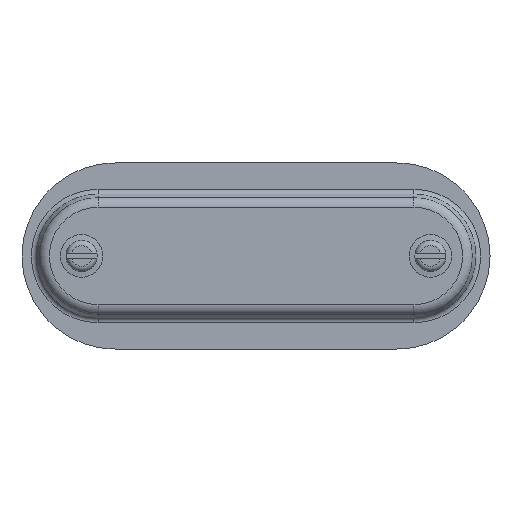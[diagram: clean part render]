
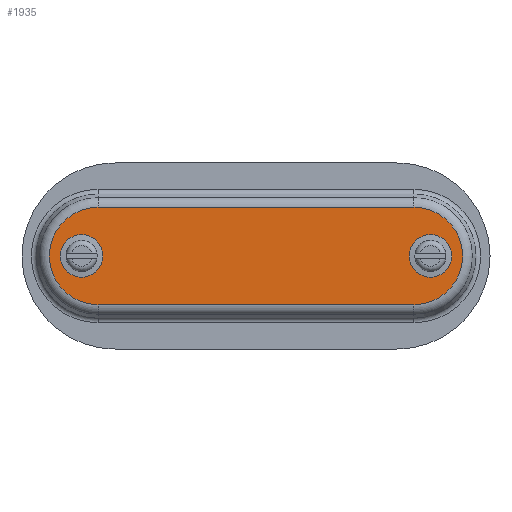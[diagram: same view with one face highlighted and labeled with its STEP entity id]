
A CAD part, top view. The second image highlights one B-rep face of the part: STEP entity #1935.
In plain terms, the highlighted planar face has unit normal (0, 0, 1).
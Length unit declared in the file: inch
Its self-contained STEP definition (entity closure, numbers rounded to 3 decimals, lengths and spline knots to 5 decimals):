
#146=FACE_BOUND('',#366,.T.);
#147=FACE_BOUND('',#367,.T.);
#178=PLANE('',#2175);
#236=FACE_OUTER_BOUND('',#365,.T.);
#365=EDGE_LOOP('',(#1396,#1397,#1398,#1399));
#366=EDGE_LOOP('',(#1400));
#367=EDGE_LOOP('',(#1401));
#522=LINE('',#3002,#652);
#523=LINE('',#3005,#653);
#652=VECTOR('',#2460,3.7125);
#653=VECTOR('',#2463,3.7125);
#776=CIRCLE('',#2176,0.57145);
#777=CIRCLE('',#2177,0.57145);
#778=CIRCLE('',#2178,0.10938);
#779=CIRCLE('',#2179,0.10938);
#880=VERTEX_POINT('',#2998);
#881=VERTEX_POINT('',#2999);
#882=VERTEX_POINT('',#3001);
#883=VERTEX_POINT('',#3003);
#884=VERTEX_POINT('',#3006);
#885=VERTEX_POINT('',#3008);
#1078=EDGE_CURVE('',#880,#881,#776,.T.);
#1079=EDGE_CURVE('',#881,#882,#522,.T.);
#1080=EDGE_CURVE('',#882,#883,#777,.T.);
#1081=EDGE_CURVE('',#883,#880,#523,.T.);
#1082=EDGE_CURVE('',#884,#884,#778,.T.);
#1083=EDGE_CURVE('',#885,#885,#779,.T.);
#1396=ORIENTED_EDGE('',*,*,#1078,.T.);
#1397=ORIENTED_EDGE('',*,*,#1079,.T.);
#1398=ORIENTED_EDGE('',*,*,#1080,.T.);
#1399=ORIENTED_EDGE('',*,*,#1081,.T.);
#1400=ORIENTED_EDGE('',*,*,#1082,.T.);
#1401=ORIENTED_EDGE('',*,*,#1083,.T.);
#1935=ADVANCED_FACE('',(#236,#146,#147),#178,.T.);
#2175=AXIS2_PLACEMENT_3D('',#2997,#2456,#2457);
#2176=AXIS2_PLACEMENT_3D('',#3000,#2458,#2459);
#2177=AXIS2_PLACEMENT_3D('',#3004,#2461,#2462);
#2178=AXIS2_PLACEMENT_3D('',#3007,#2464,#2465);
#2179=AXIS2_PLACEMENT_3D('',#3009,#2466,#2467);
#2456=DIRECTION('center_axis',(0.,0.,1.));
#2457=DIRECTION('ref_axis',(1.,0.,0.));
#2458=DIRECTION('center_axis',(0.,0.,1.));
#2459=DIRECTION('ref_axis',(1.,0.,0.));
#2460=DIRECTION('',(-1.,0.,0.));
#2461=DIRECTION('center_axis',(0.,0.,1.));
#2462=DIRECTION('ref_axis',(1.,0.,0.));
#2463=DIRECTION('',(1.,0.,0.));
#2464=DIRECTION('center_axis',(0.,0.,-1.));
#2465=DIRECTION('ref_axis',(-1.,0.,0.));
#2466=DIRECTION('center_axis',(0.,0.,-1.));
#2467=DIRECTION('ref_axis',(-1.,0.,0.));
#2997=CARTESIAN_POINT('Origin',(-2.,0.,0.29));
#2998=CARTESIAN_POINT('',(1.5125,-0.57145,0.29));
#2999=CARTESIAN_POINT('',(1.5125,0.57145,0.29));
#3000=CARTESIAN_POINT('Origin',(1.5125,0.,0.29));
#3001=CARTESIAN_POINT('',(-2.2,0.57145,0.29));
#3002=CARTESIAN_POINT('',(1.5125,0.57145,0.29));
#3003=CARTESIAN_POINT('',(-2.2,-0.57145,0.29));
#3004=CARTESIAN_POINT('Origin',(-2.2,0.,0.29));
#3005=CARTESIAN_POINT('',(-2.2,-0.57145,0.29));
#3006=CARTESIAN_POINT('',(1.59688,0.,0.29));
#3007=CARTESIAN_POINT('Origin',(1.70625,0.,0.29));
#3008=CARTESIAN_POINT('',(-2.50313,0.,0.29));
#3009=CARTESIAN_POINT('Origin',(-2.39375,0.,0.29));
